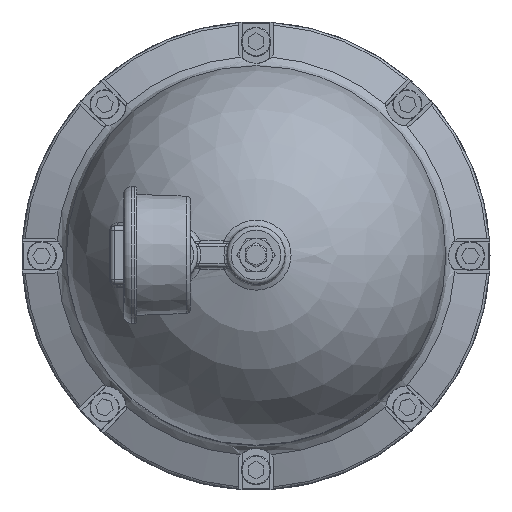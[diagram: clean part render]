
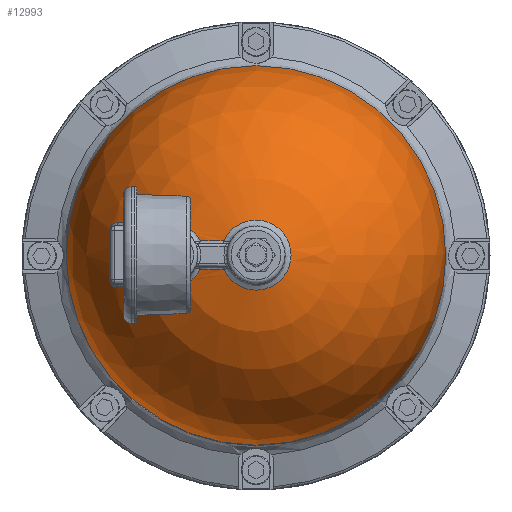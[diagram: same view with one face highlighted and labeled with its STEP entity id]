
A CAD part, top view. The second image highlights one B-rep face of the part: STEP entity #12993.
In plain terms, the highlighted spherical face has radius 82.804 mm.
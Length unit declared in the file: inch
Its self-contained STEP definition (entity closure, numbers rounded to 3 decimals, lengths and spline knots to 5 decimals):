
#2843=CARTESIAN_POINT('',(16.21693,-11.2058,7.62049));
#2844=VERTEX_POINT('',#2843);
#2845=CARTESIAN_POINT('',(12.95693,-11.2058,7.62049));
#2846=DIRECTION('',(0.0,0.0,-1.0));
#2847=DIRECTION('',(-1.0,0.0,0.0));
#2848=AXIS2_PLACEMENT_3D('',#2845,#2846,#2847);
#2849=CIRCLE('',#2848,3.26);
#2850=EDGE_CURVE('',#2844,#2844,#2849,.T.);
#10101=CARTESIAN_POINT('',(11.99591,-11.45202,10.72587));
#10102=VERTEX_POINT('',#10101);
#10169=CARTESIAN_POINT('',(12.40767,-11.45202,10.82443));
#10170=VERTEX_POINT('',#10169);
#10186=CARTESIAN_POINT('',(12.95693,-11.45202,7.62049));
#10187=DIRECTION('',(0.0,-1.,0.0));
#10188=DIRECTION('',(-0.232,0.0,0.973));
#10189=AXIS2_PLACEMENT_3D('',#10186,#10187,#10188);
#10190=CIRCLE('',#10189,3.25069);
#10191=EDGE_CURVE('',#10170,#10102,#10190,.T.);
#10320=CARTESIAN_POINT('',(11.49066,-11.76787,10.47736));
#10321=VERTEX_POINT('',#10320);
#10338=CARTESIAN_POINT('',(10.58646,-11.76787,9.78672));
#10339=VERTEX_POINT('',#10338);
#10347=CARTESIAN_POINT('',(12.95693,-11.76787,7.62049));
#10348=DIRECTION('',(0.0,-1.,0.0));
#10349=DIRECTION('',(-0.62,0.0,0.785));
#10350=AXIS2_PLACEMENT_3D('',#10347,#10348,#10349);
#10351=CIRCLE('',#10350,3.21118);
#10352=EDGE_CURVE('',#10321,#10339,#10351,.T.);
#10426=CARTESIAN_POINT('',(11.9959,-11.45201,10.72587));
#10427=CARTESIAN_POINT('',(11.99219,-11.45967,10.72411));
#10428=CARTESIAN_POINT('',(11.98831,-11.46722,10.72228));
#10429=CARTESIAN_POINT('',(11.98425,-11.47467,10.72036));
#10430=CARTESIAN_POINT('',(11.93386,-11.56718,10.69652));
#10431=CARTESIAN_POINT('',(11.85896,-11.64185,10.66081));
#10432=CARTESIAN_POINT('',(11.77311,-11.69175,10.61882));
#10433=CARTESIAN_POINT('',(11.71946,-11.72293,10.59259));
#10434=CARTESIAN_POINT('',(11.66197,-11.74454,10.56412));
#10435=CARTESIAN_POINT('',(11.60259,-11.75661,10.53424));
#10436=CARTESIAN_POINT('',(11.56549,-11.76415,10.51557));
#10437=CARTESIAN_POINT('',(11.52785,-11.76787,10.49645));
#10438=CARTESIAN_POINT('',(11.49066,-11.76787,10.47736));
#10439=B_SPLINE_CURVE_WITH_KNOTS('',3,(#10426,#10427,#10428,#10429,#10430,#10431,#10432,#10433,#10434,#10435,#10436,#10437,#10438),.UNSPECIFIED.,.F.,.U.,(4,3,3,3,4),(-0.68849,-0.66206,-0.3336,-0.12831,0.),.UNSPECIFIED.);
#10440=EDGE_CURVE('',#10102,#10321,#10439,.T.);
#10496=CARTESIAN_POINT('',(10.43983,-11.62124,9.65008));
#10497=VERTEX_POINT('',#10496);
#10507=CARTESIAN_POINT('',(10.58646,-11.76787,9.78672));
#10508=CARTESIAN_POINT('',(10.57863,-11.76787,9.77815));
#10509=CARTESIAN_POINT('',(10.5707,-11.76724,9.76954));
#10510=CARTESIAN_POINT('',(10.56277,-11.76594,9.76101));
#10511=CARTESIAN_POINT('',(10.55008,-11.76386,9.74736));
#10512=CARTESIAN_POINT('',(10.53739,-11.76008,9.73391));
#10513=CARTESIAN_POINT('',(10.52506,-11.75439,9.72112));
#10514=CARTESIAN_POINT('',(10.50533,-11.74529,9.70065));
#10515=CARTESIAN_POINT('',(10.48594,-11.73115,9.68125));
#10516=CARTESIAN_POINT('',(10.47003,-11.71037,9.66703));
#10517=CARTESIAN_POINT('',(10.45238,-11.68731,9.65127));
#10518=CARTESIAN_POINT('',(10.43983,-11.65355,9.64347));
#10519=CARTESIAN_POINT('',(10.43983,-11.62124,9.65008));
#10520=B_SPLINE_CURVE_WITH_KNOTS('',3,(#10507,#10508,#10509,#10510,#10511,#10512,#10513,#10514,#10515,#10516,#10517,#10518,#10519),.UNSPECIFIED.,.F.,.U.,(4,3,3,3,4),(-0.28513,-0.24949,-0.19246,-0.10122,0.0),.UNSPECIFIED.);
#10521=EDGE_CURVE('',#10339,#10497,#10520,.T.);
#12483=CARTESIAN_POINT('',(11.99591,-10.95958,10.72587));
#12484=VERTEX_POINT('',#12483);
#12533=CARTESIAN_POINT('',(12.40767,-10.95958,10.82443));
#12534=VERTEX_POINT('',#12533);
#12542=CARTESIAN_POINT('',(12.95693,-10.95958,7.62049));
#12543=DIRECTION('',(0.0,-1.,0.0));
#12544=DIRECTION('',(-0.232,0.0,0.973));
#12545=AXIS2_PLACEMENT_3D('',#12542,#12543,#12544);
#12546=CIRCLE('',#12545,3.25069);
#12547=EDGE_CURVE('',#12534,#12484,#12546,.T.);
#12684=CARTESIAN_POINT('',(11.49066,-10.64373,10.47736));
#12685=VERTEX_POINT('',#12684);
#12693=CARTESIAN_POINT('',(10.58646,-10.64373,9.78672));
#12694=VERTEX_POINT('',#12693);
#12695=CARTESIAN_POINT('',(12.95693,-10.64373,7.62049));
#12696=DIRECTION('',(0.0,-1.,0.0));
#12697=DIRECTION('',(-0.62,0.0,0.785));
#12698=AXIS2_PLACEMENT_3D('',#12695,#12696,#12697);
#12699=CIRCLE('',#12698,3.21118);
#12700=EDGE_CURVE('',#12685,#12694,#12699,.T.);
#12773=CARTESIAN_POINT('',(11.9959,-10.95959,10.72587));
#12774=CARTESIAN_POINT('',(11.99219,-10.95193,10.72411));
#12775=CARTESIAN_POINT('',(11.98831,-10.94438,10.72228));
#12776=CARTESIAN_POINT('',(11.98425,-10.93693,10.72036));
#12777=CARTESIAN_POINT('',(11.93386,-10.84442,10.69652));
#12778=CARTESIAN_POINT('',(11.85896,-10.76975,10.66081));
#12779=CARTESIAN_POINT('',(11.77311,-10.71985,10.61882));
#12780=CARTESIAN_POINT('',(11.71946,-10.68867,10.59259));
#12781=CARTESIAN_POINT('',(11.66197,-10.66705,10.56412));
#12782=CARTESIAN_POINT('',(11.60259,-10.65499,10.53424));
#12783=CARTESIAN_POINT('',(11.56549,-10.64745,10.51557));
#12784=CARTESIAN_POINT('',(11.52785,-10.64373,10.49645));
#12785=CARTESIAN_POINT('',(11.49066,-10.64373,10.47736));
#12786=B_SPLINE_CURVE_WITH_KNOTS('',3,(#12773,#12774,#12775,#12776,#12777,#12778,#12779,#12780,#12781,#12782,#12783,#12784,#12785),.UNSPECIFIED.,.F.,.U.,(4,3,3,3,4),(-0.68849,-0.66206,-0.3336,-0.12831,0.),.UNSPECIFIED.);
#12787=EDGE_CURVE('',#12484,#12685,#12786,.T.);
#12860=CARTESIAN_POINT('',(10.43983,-10.79036,9.65008));
#12861=VERTEX_POINT('',#12860);
#12888=CARTESIAN_POINT('',(10.58646,-10.64373,9.78672));
#12889=CARTESIAN_POINT('',(10.57863,-10.64373,9.77815));
#12890=CARTESIAN_POINT('',(10.5707,-10.64436,9.76954));
#12891=CARTESIAN_POINT('',(10.56277,-10.64566,9.76101));
#12892=CARTESIAN_POINT('',(10.55008,-10.64774,9.74736));
#12893=CARTESIAN_POINT('',(10.53739,-10.65152,9.73391));
#12894=CARTESIAN_POINT('',(10.52506,-10.65721,9.72112));
#12895=CARTESIAN_POINT('',(10.50533,-10.66631,9.70065));
#12896=CARTESIAN_POINT('',(10.48594,-10.68045,9.68125));
#12897=CARTESIAN_POINT('',(10.47003,-10.70123,9.66703));
#12898=CARTESIAN_POINT('',(10.45238,-10.72429,9.65127));
#12899=CARTESIAN_POINT('',(10.43983,-10.75805,9.64347));
#12900=CARTESIAN_POINT('',(10.43983,-10.79036,9.65008));
#12901=B_SPLINE_CURVE_WITH_KNOTS('',3,(#12888,#12889,#12890,#12891,#12892,#12893,#12894,#12895,#12896,#12897,#12898,#12899,#12900),.UNSPECIFIED.,.F.,.U.,(4,3,3,3,4),(-0.28513,-0.24949,-0.19246,-0.10122,0.0),.UNSPECIFIED.);
#12902=EDGE_CURVE('',#12694,#12861,#12901,.T.);
#12932=CARTESIAN_POINT('',(10.43983,-11.2058,7.62049));
#12933=DIRECTION('',(1.0,0.0,0.0));
#12934=DIRECTION('',(0.0,0.102,0.995));
#12935=AXIS2_PLACEMENT_3D('',#12932,#12933,#12934);
#12936=CIRCLE('',#12935,2.07168);
#12937=EDGE_CURVE('',#12861,#10497,#12936,.T.);
#12967=CARTESIAN_POINT('',(12.95693,-11.2058,7.62049));
#12968=DIRECTION('',(0.0,0.0,1.0));
#12969=DIRECTION('',(1.0,0.0,0.0));
#12970=AXIS2_PLACEMENT_3D('',#12967,#12968,#12969);
#12971=SPHERICAL_SURFACE('',#12970,3.26);
#12972=ORIENTED_EDGE('',*,*,#2850,.F.);
#12973=EDGE_LOOP('',(#12972));
#12974=FACE_OUTER_BOUND('',#12973,.T.);
#12975=CARTESIAN_POINT('',(12.95693,-11.2058,10.82443));
#12976=DIRECTION('',(0.0,0.0,-1.));
#12977=DIRECTION('',(0.204,-0.979,0.0));
#12978=AXIS2_PLACEMENT_3D('',#12975,#12976,#12977);
#12979=CIRCLE('',#12978,0.60192);
#12980=EDGE_CURVE('',#12534,#10170,#12979,.T.);
#12981=ORIENTED_EDGE('',*,*,#12980,.T.);
#12982=ORIENTED_EDGE('',*,*,#10191,.T.);
#12983=ORIENTED_EDGE('',*,*,#10440,.T.);
#12984=ORIENTED_EDGE('',*,*,#10352,.T.);
#12985=ORIENTED_EDGE('',*,*,#10521,.T.);
#12986=ORIENTED_EDGE('',*,*,#12937,.F.);
#12987=ORIENTED_EDGE('',*,*,#12902,.F.);
#12988=ORIENTED_EDGE('',*,*,#12700,.F.);
#12989=ORIENTED_EDGE('',*,*,#12787,.F.);
#12990=ORIENTED_EDGE('',*,*,#12547,.F.);
#12991=EDGE_LOOP('',(#12981,#12982,#12983,#12984,#12985,#12986,#12987,#12988,#12989,#12990));
#12992=FACE_BOUND('',#12991,.T.);
#12993=ADVANCED_FACE('',(#12974,#12992),#12971,.T.);
